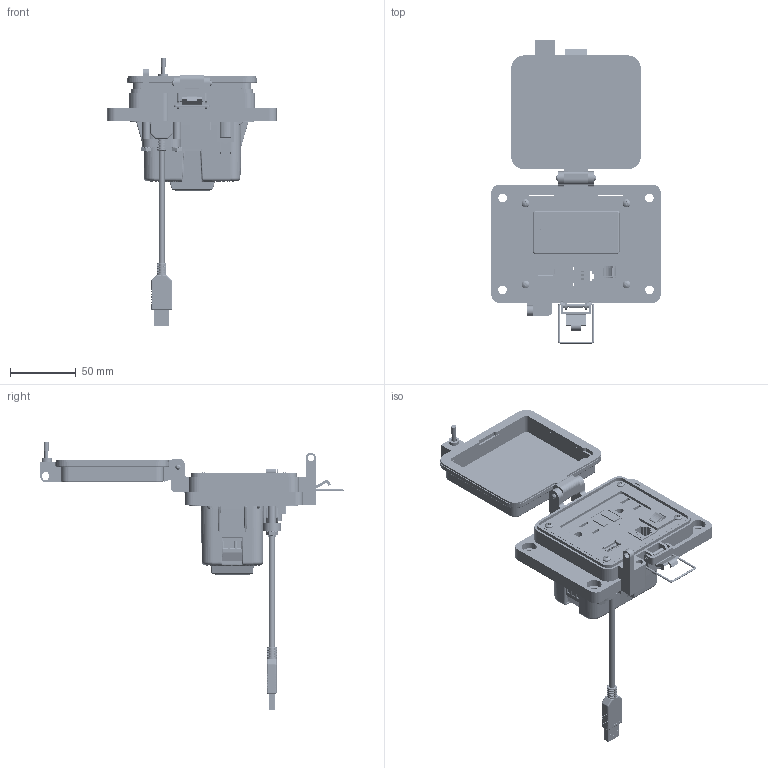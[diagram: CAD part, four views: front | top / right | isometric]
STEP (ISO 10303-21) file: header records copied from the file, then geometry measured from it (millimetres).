
FILE_DESCRIPTION (( 'STEP AP203' ), '1' );
FILE_NAME ('P-P11R2-K4RF3_3D.STEP', '2021-12-01T20:11:36', ( '' ), ( '' ), 'SwSTEP 2.0', 'SolidWorks 2019', '' );
FILE_SCHEMA (( 'CONFIG_CONTROL_DESIGN' ));
Length unit declared in the file: millimetre
Products named in the file (21): -K4; P11; Z-200-OTLT-GFIH-15A_sheared; R2; CBX; Z-H-K4_B; P-P11R2-K4RF3_3D; 92005A124_METRIC PAN HEAD PHILLIPS MACHINE SCREW_92005A124; Z-300-RJ45CAT5; P-P11R2-K4RF3_TP060_1; Z-CB-SM; Z-002-632516HN_90675A007; P-P11R2-K4RF3_TP240_2; Z-020-3047; Z-001-SPR_1-1_4; RF; Z-200-OTLT-RIOF-15A; P-P11R2-K4RF3_FP060_1; P-P11R2-K4RF3_BP240_1; 632FH_1-3_4-IN; Z-120-RIOF-SHELL
Assembly tree (26 placements, depth 4):
  P-P11R2-K4RF3_3D
    P-P11R2-K4RF3_BP240_1
    P-P11R2-K4RF3_TP060_1
    P11
      Z-020-3047
    P-P11R2-K4RF3_TP240_2
    632FH_1-3_4-IN  x2
    Z-001-SPR_1-1_4  x2
    Z-002-632516HN_90675A007  x2
    P-P11R2-K4RF3_FP060_1
    R2
      Z-300-RJ45CAT5
    CBX
      Z-CB-SM
    -K4
      Z-H-K4_B
    92005A124_METRIC PAN HEAD PHILLIPS MACHINE SCREW_92005A124  x4
    RF
      Z-200-OTLT-RIOF-15A
        Z-120-RIOF-SHELL
        Z-200-OTLT-GFIH-15A_sheared
Bounding box: 129 x 231.28 x 204.1 mm (x, y, z)
Volume: 325564.7 mm3; surface area: 204672.1 mm2
Topology: 53 solids, 59 shells, 7306 faces, 19500 edges, 12448 vertices
Faces by surface type: plane 3044, cylinder 2583, bspline 1338, cone 194, torus 89, sphere 58
Entity records: 266589 total; most frequent: CARTESIAN_POINT 117979, ORIENTED_EDGE 33802, DIRECTION 25421, EDGE_CURVE 16901, VERTEX_POINT 10755, LINE 9965, VECTOR 9965, AXIS2_PLACEMENT_3D 7728
